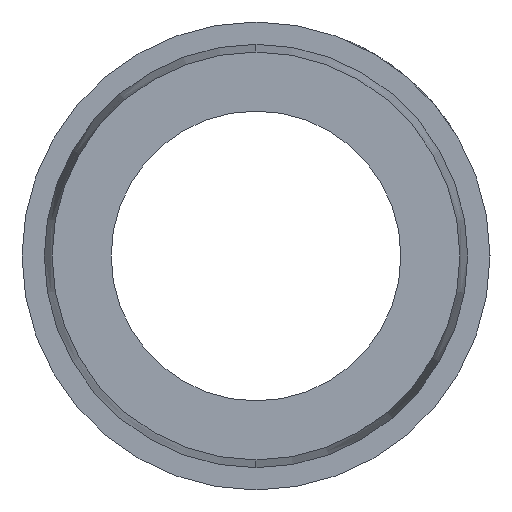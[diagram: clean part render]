
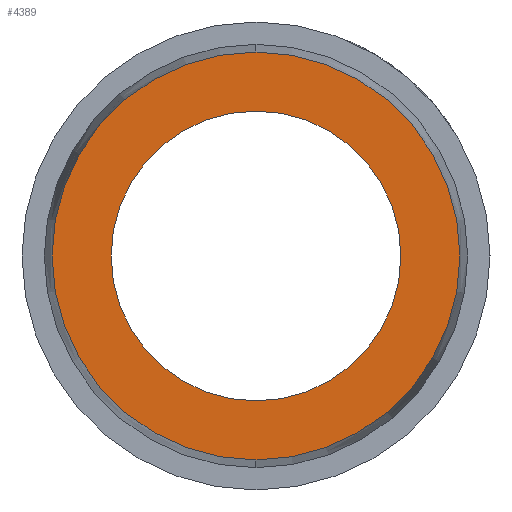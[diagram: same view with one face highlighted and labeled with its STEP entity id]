
A CAD part, left-side view. The second image highlights one B-rep face of the part: STEP entity #4389.
In plain terms, the highlighted planar face has unit normal (-1, 0, 0).
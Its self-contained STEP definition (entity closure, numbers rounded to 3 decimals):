
#49 = CARTESIAN_POINT ( 'NONE',  ( 0., 0., 0. ) ) ;
#116 = VERTEX_POINT ( 'NONE', #3900 ) ;
#725 = ORIENTED_EDGE ( 'NONE', *, *, #3398, .T. ) ;
#726 = DIRECTION ( 'NONE',  ( 0., 0., -1. ) ) ;
#1051 = EDGE_LOOP ( 'NONE', ( #725, #2100 ) ) ;
#1056 = DIRECTION ( 'NONE',  ( 1., 0., 0. ) ) ;
#1060 = DIRECTION ( 'NONE',  ( 1., 0., 0. ) ) ;
#1131 = CARTESIAN_POINT ( 'NONE',  ( 0., 0., 0. ) ) ;
#1367 = PLANE ( 'NONE',  #4046 ) ;
#1397 = CIRCLE ( 'NONE', #2454, 6.5 ) ;
#1578 = CARTESIAN_POINT ( 'NONE',  ( 0., 0., 0. ) ) ;
#1675 = DIRECTION ( 'NONE',  ( 1., 0., 0. ) ) ;
#1761 = FACE_OUTER_BOUND ( 'NONE', #1051, .T. ) ;
#1822 = ORIENTED_EDGE ( 'NONE', *, *, #4958, .T. ) ;
#1825 = AXIS2_PLACEMENT_3D ( 'NONE', #2726, #3999, #2696 ) ;
#1894 = ORIENTED_EDGE ( 'NONE', *, *, #2963, .T. ) ;
#1915 = CIRCLE ( 'NONE', #5268, 6.5 ) ;
#2100 = ORIENTED_EDGE ( 'NONE', *, *, #3714, .T. ) ;
#2339 = CARTESIAN_POINT ( 'NONE',  ( 0., 0., -9.15 ) ) ;
#2454 = AXIS2_PLACEMENT_3D ( 'NONE', #4846, #1060, #2745 ) ;
#2586 = FACE_BOUND ( 'NONE', #5119, .T. ) ;
#2696 = DIRECTION ( 'NONE',  ( 0., 0., 1. ) ) ;
#2726 = CARTESIAN_POINT ( 'NONE',  ( 0., 0., 0. ) ) ;
#2745 = DIRECTION ( 'NONE',  ( 0., 0., -1. ) ) ;
#2963 = EDGE_CURVE ( 'NONE', #3539, #116, #1915, .T. ) ;
#3398 = EDGE_CURVE ( 'NONE', #5324, #3905, #4737, .T. ) ;
#3465 = DIRECTION ( 'NONE',  ( 0., 0., -1. ) ) ;
#3539 = VERTEX_POINT ( 'NONE', #4942 ) ;
#3600 = CIRCLE ( 'NONE', #1825, 9.15 ) ;
#3618 = DIRECTION ( 'NONE',  ( -1., 0., 0. ) ) ;
#3714 = EDGE_CURVE ( 'NONE', #3905, #5324, #3600, .T. ) ;
#3900 = CARTESIAN_POINT ( 'NONE',  ( 0., 0., 6.5 ) ) ;
#3905 = VERTEX_POINT ( 'NONE', #4072 ) ;
#3999 = DIRECTION ( 'NONE',  ( -1., 0., 0. ) ) ;
#4046 = AXIS2_PLACEMENT_3D ( 'NONE', #49, #1675, #3465 ) ;
#4072 = CARTESIAN_POINT ( 'NONE',  ( 0., 0., 9.15 ) ) ;
#4088 = DIRECTION ( 'NONE',  ( 0., 0., 1. ) ) ;
#4389 = ADVANCED_FACE ( 'NONE', ( #2586, #1761 ), #1367, .F. ) ;
#4564 = AXIS2_PLACEMENT_3D ( 'NONE', #1131, #3618, #4088 ) ;
#4737 = CIRCLE ( 'NONE', #4564, 9.15 ) ;
#4846 = CARTESIAN_POINT ( 'NONE',  ( 0., 0., 0. ) ) ;
#4942 = CARTESIAN_POINT ( 'NONE',  ( 0., 0., -6.5 ) ) ;
#4958 = EDGE_CURVE ( 'NONE', #116, #3539, #1397, .T. ) ;
#5119 = EDGE_LOOP ( 'NONE', ( #1822, #1894 ) ) ;
#5268 = AXIS2_PLACEMENT_3D ( 'NONE', #1578, #1056, #726 ) ;
#5324 = VERTEX_POINT ( 'NONE', #2339 ) ;
